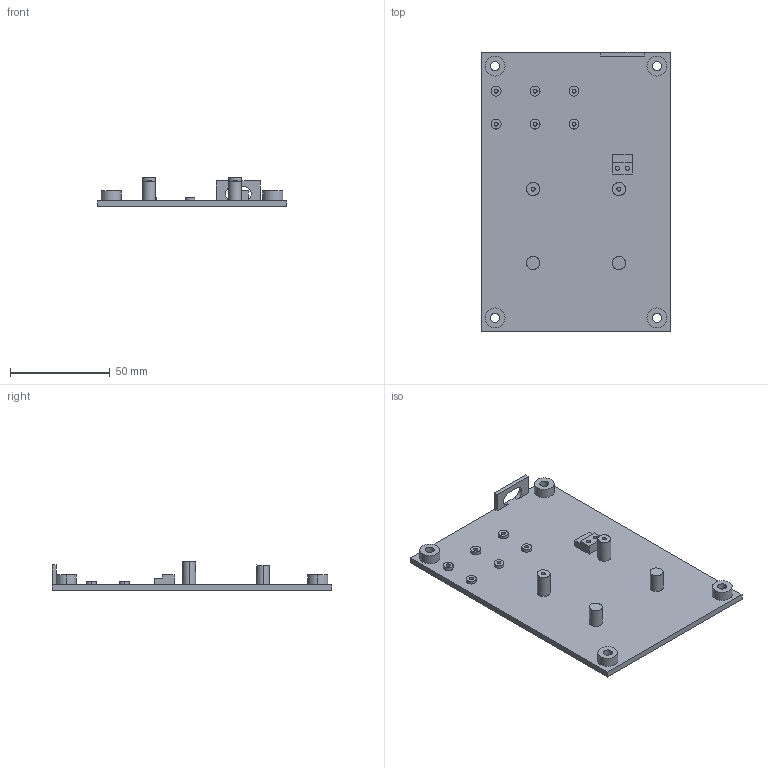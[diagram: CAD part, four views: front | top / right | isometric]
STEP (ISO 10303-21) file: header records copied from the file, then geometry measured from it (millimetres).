
FILE_DESCRIPTION (( 'STEP AP203' ), '1' );
FILE_NAME ('Base.STEP', '2021-09-17T00:42:00', ( '' ), ( '' ), 'SwSTEP 2.0', 'SolidWorks 2020', '' );
FILE_SCHEMA (( 'CONFIG_CONTROL_DESIGN' ));
Length unit declared in the file: millimetre
Products named in the file (1): Base
Bounding box: 95 x 140 x 14.73 mm (x, y, z)
Volume: 42677.8 mm3; surface area: 30997.3 mm2
Topology: 1 solids, 1 shells, 112 faces, 246 edges, 164 vertices
Faces by surface type: cylinder 66, plane 46
Entity records: 3247 total; most frequent: CARTESIAN_POINT 595, DIRECTION 572, ORIENTED_EDGE 492, EDGE_CURVE 246, AXIS2_PLACEMENT_3D 229, VERTEX_POINT 164, EDGE_LOOP 150, CIRCLE 116
